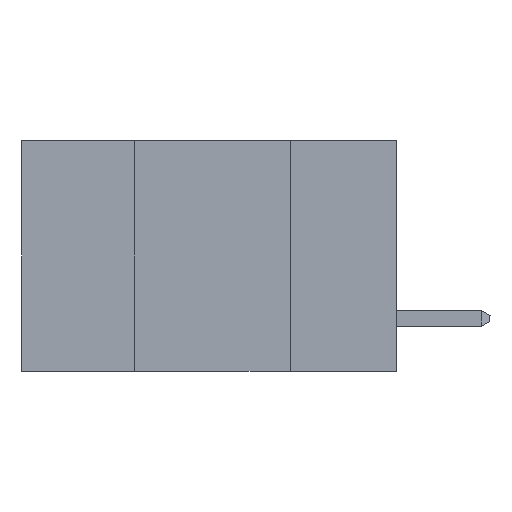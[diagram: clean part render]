
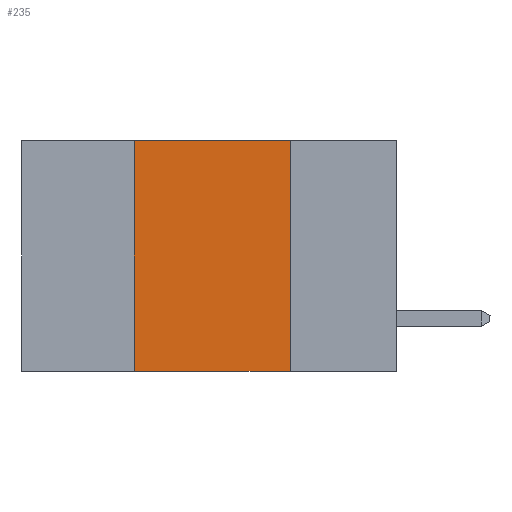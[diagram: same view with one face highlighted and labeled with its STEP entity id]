
A CAD part, left-side view. The second image highlights one B-rep face of the part: STEP entity #235.
In plain terms, the highlighted planar face has unit normal (-1, 0, 0).
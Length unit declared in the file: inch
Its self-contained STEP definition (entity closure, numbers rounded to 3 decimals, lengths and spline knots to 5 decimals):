
#154 = LINE ( 'NONE', #765, #7865 ) ;
#235 = ADVANCED_FACE ( 'NONE', ( #4338 ), #6633, .F. ) ;
#295 = CARTESIAN_POINT ( 'NONE',  ( 0., 0.6, 0. ) ) ;
#765 = CARTESIAN_POINT ( 'NONE',  ( 0., 0.17, 0. ) ) ;
#1255 = EDGE_CURVE ( 'NONE', #3856, #1733, #4565, .T. ) ;
#1472 = EDGE_LOOP ( 'NONE', ( #8589, #1582, #10451, #6941 ) ) ;
#1577 = VECTOR ( 'NONE', #6672, 39.37008 ) ;
#1582 = ORIENTED_EDGE ( 'NONE', *, *, #1255, .F. ) ;
#1733 = VERTEX_POINT ( 'NONE', #2034 ) ;
#2034 = CARTESIAN_POINT ( 'NONE',  ( 0., 0.17, 0. ) ) ;
#2449 = CARTESIAN_POINT ( 'NONE',  ( 0., 0.42, 0. ) ) ;
#2888 = DIRECTION ( 'NONE',  ( 0., -1., 0. ) ) ;
#3091 = VERTEX_POINT ( 'NONE', #9762 ) ;
#3099 = EDGE_CURVE ( 'NONE', #1733, #7664, #154, .T. ) ;
#3385 = CARTESIAN_POINT ( 'NONE',  ( 0., 0.42, 0. ) ) ;
#3856 = VERTEX_POINT ( 'NONE', #3385 ) ;
#3864 = CARTESIAN_POINT ( 'NONE',  ( 0., 0.6, 0. ) ) ;
#4338 = FACE_OUTER_BOUND ( 'NONE', #1472, .T. ) ;
#4515 = CARTESIAN_POINT ( 'NONE',  ( 0., 0.6, -0.37 ) ) ;
#4565 = LINE ( 'NONE', #3864, #9542 ) ;
#5329 = AXIS2_PLACEMENT_3D ( 'NONE', #295, #7655, #6106 ) ;
#5491 = EDGE_CURVE ( 'NONE', #3091, #7664, #5544, .T. ) ;
#5544 = LINE ( 'NONE', #4515, #6697 ) ;
#6106 = DIRECTION ( 'NONE',  ( 0., 0., -1. ) ) ;
#6434 = EDGE_CURVE ( 'NONE', #3091, #3856, #8442, .T. ) ;
#6451 = DIRECTION ( 'NONE',  ( 0., 0., -1. ) ) ;
#6633 = PLANE ( 'NONE',  #5329 ) ;
#6672 = DIRECTION ( 'NONE',  ( 0., 0., 1. ) ) ;
#6697 = VECTOR ( 'NONE', #2888, 39.37008 ) ;
#6941 = ORIENTED_EDGE ( 'NONE', *, *, #5491, .T. ) ;
#7272 = CARTESIAN_POINT ( 'NONE',  ( 0., 0.17, -0.37 ) ) ;
#7655 = DIRECTION ( 'NONE',  ( 1., 0., 0. ) ) ;
#7664 = VERTEX_POINT ( 'NONE', #7272 ) ;
#7865 = VECTOR ( 'NONE', #6451, 39.37008 ) ;
#8442 = LINE ( 'NONE', #2449, #1577 ) ;
#8589 = ORIENTED_EDGE ( 'NONE', *, *, #3099, .F. ) ;
#9542 = VECTOR ( 'NONE', #9558, 39.37008 ) ;
#9558 = DIRECTION ( 'NONE',  ( 0., -1., 0. ) ) ;
#9762 = CARTESIAN_POINT ( 'NONE',  ( 0., 0.42, -0.37 ) ) ;
#10451 = ORIENTED_EDGE ( 'NONE', *, *, #6434, .F. ) ;
